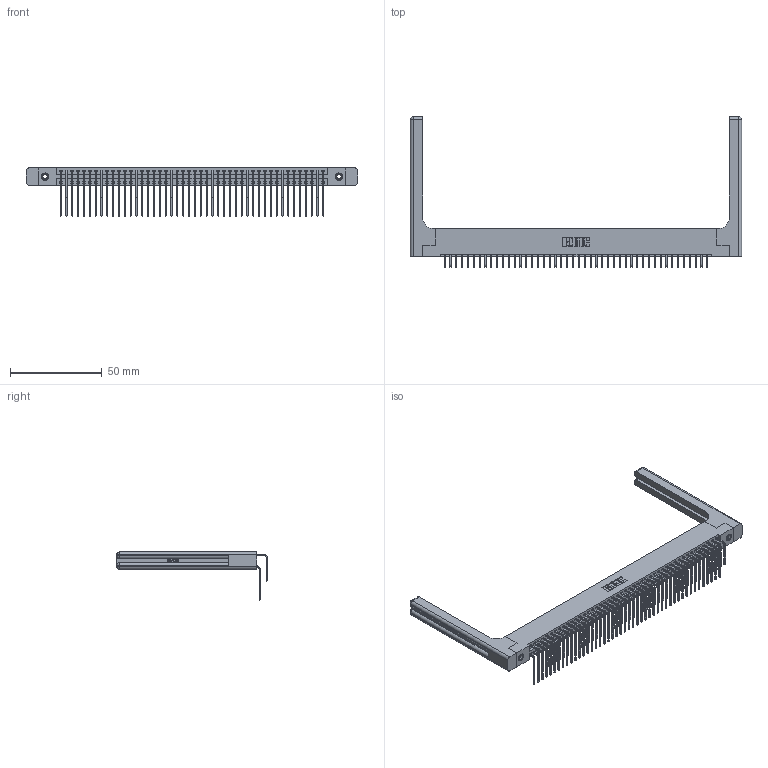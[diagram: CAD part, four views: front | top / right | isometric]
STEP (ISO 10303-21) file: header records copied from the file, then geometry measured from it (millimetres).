
FILE_DESCRIPTION (( 'STEP AP203' ), '1' );
FILE_NAME ('346-092-559-258.STEP', '2022-05-26T08:33:53', ( '' ), ( '' ), 'SwSTEP 2.0', 'SolidWorks 2020', '' );
FILE_SCHEMA (( 'CONFIG_CONTROL_DESIGN' ));
Length unit declared in the file: inch
Products named in the file (6): 345-292-001_558 559 Tail - 1; 346-220-058_345-220-058; 346 Part_Flush Mounting Lugs - 0.156 Dia-TH; 345-250-001_345-250-001-102; 346-092-559-258; 345-292-001_559 Tail - 2
Assembly tree (97 placements, depth 2):
  346-092-559-258
    346 Part_Flush Mounting Lugs - 0.156 Dia-TH
    345-292-001_558 559 Tail - 1  x46
    345-292-001_559 Tail - 2  x46
    345-250-001_345-250-001-102  x2
    346-220-058_345-220-058  x2
Bounding box: 180.11 x 81.85 x 26.16 mm (x, y, z)
Volume: 25601 mm3; surface area: 32505.3 mm2
Topology: 97 solids, 97 shells, 5360 faces, 15843 edges, 10418 vertices
Faces by surface type: plane 3642, cylinder 1658, bspline 36, cone 12, sphere 8, torus 4
Entity records: 36864 total; most frequent: CARTESIAN_POINT 7134, ORIENTED_EDGE 5812, DIRECTION 5242, EDGE_CURVE 2906, LINE 2458, VECTOR 2458, VERTEX_POINT 1926, AXIS2_PLACEMENT_3D 1392
